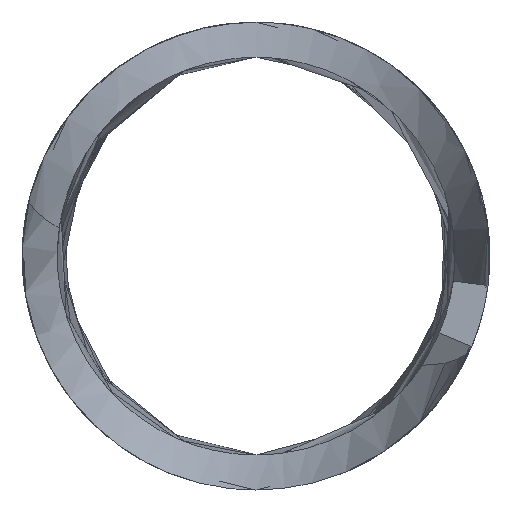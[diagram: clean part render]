
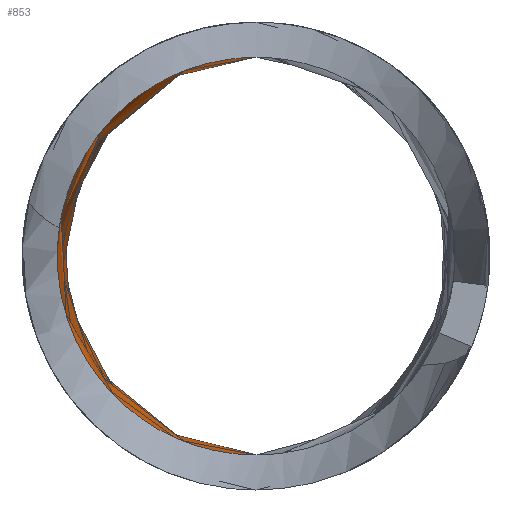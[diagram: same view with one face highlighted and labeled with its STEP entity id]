
A CAD part, left-side view. The second image highlights one B-rep face of the part: STEP entity #853.
In plain terms, the highlighted free-form (B-spline) face has degree [5, 4] with [6, 5] control points.
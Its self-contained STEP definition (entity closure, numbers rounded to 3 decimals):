
#140=CARTESIAN_POINT('Vertex',(-1639.,-285.604,148.875)) ;
#180=CARTESIAN_POINT('Axis2P3D Location',(-1639.,-285.604,140.375)) ;
#184=CARTESIAN_POINT('Vertex',(-1639.,-277.765,143.661)) ;
#261=CARTESIAN_POINT('Control Point',(-1647.664,-285.604,131.875)) ;
#262=CARTESIAN_POINT('Control Point',(-1647.849,-285.172,131.875)) ;
#263=CARTESIAN_POINT('Control Point',(-1648.011,-284.727,131.903)) ;
#264=CARTESIAN_POINT('Control Point',(-1648.146,-284.272,131.961)) ;
#265=CARTESIAN_POINT('Control Point',(-1648.34,-283.405,132.134)) ;
#266=CARTESIAN_POINT('Control Point',(-1648.408,-282.541,132.428)) ;
#267=CARTESIAN_POINT('Control Point',(-1648.41,-282.141,132.594)) ;
#268=CARTESIAN_POINT('Control Point',(-1648.353,-281.366,132.976)) ;
#269=CARTESIAN_POINT('Control Point',(-1648.177,-280.653,133.447)) ;
#270=CARTESIAN_POINT('Control Point',(-1648.062,-280.317,133.7)) ;
#271=CARTESIAN_POINT('Control Point',(-1647.77,-279.659,134.263)) ;
#272=CARTESIAN_POINT('Control Point',(-1647.381,-279.099,134.879)) ;
#273=CARTESIAN_POINT('Control Point',(-1647.156,-278.833,135.211)) ;
#274=CARTESIAN_POINT('Control Point',(-1646.465,-278.156,136.173)) ;
#275=CARTESIAN_POINT('Control Point',(-1645.649,-277.684,137.172)) ;
#276=CARTESIAN_POINT('Control Point',(-1645.085,-277.456,137.821)) ;
#277=CARTESIAN_POINT('Control Point',(-1644.01,-277.165,138.997)) ;
#278=CARTESIAN_POINT('Control Point',(-1642.875,-277.084,140.145)) ;
#279=CARTESIAN_POINT('Control Point',(-1642.352,-277.087,140.657)) ;
#280=CARTESIAN_POINT('Control Point',(-1641.373,-277.16,141.587)) ;
#281=CARTESIAN_POINT('Control Point',(-1640.379,-277.353,142.481)) ;
#282=CARTESIAN_POINT('Control Point',(-1639.919,-277.467,142.884)) ;
#283=CARTESIAN_POINT('Control Point',(-1639.46,-277.604,143.278)) ;
#284=CARTESIAN_POINT('Control Point',(-1639.,-277.765,143.661)) ;
#285=CARTESIAN_POINT('Vertex',(-1647.664,-285.604,131.875)) ;
#381=CARTESIAN_POINT('Vertex',(-1970.701,-277.188,141.554)) ;
#387=CARTESIAN_POINT('Control Point',(-1970.701,-277.188,141.554)) ;
#388=CARTESIAN_POINT('Control Point',(-1970.638,-277.271,142.139)) ;
#389=CARTESIAN_POINT('Control Point',(-1970.492,-277.403,142.706)) ;
#390=CARTESIAN_POINT('Control Point',(-1970.276,-277.577,143.235)) ;
#391=CARTESIAN_POINT('Control Point',(-1969.786,-277.978,144.202)) ;
#392=CARTESIAN_POINT('Control Point',(-1969.204,-278.489,145.052)) ;
#393=CARTESIAN_POINT('Control Point',(-1968.91,-278.764,145.443)) ;
#394=CARTESIAN_POINT('Control Point',(-1968.284,-279.39,146.217)) ;
#395=CARTESIAN_POINT('Control Point',(-1967.664,-280.123,146.892)) ;
#396=CARTESIAN_POINT('Control Point',(-1967.348,-280.536,147.219)) ;
#397=CARTESIAN_POINT('Control Point',(-1966.583,-281.657,147.971)) ;
#398=CARTESIAN_POINT('Control Point',(-1965.946,-282.961,148.511)) ;
#399=CARTESIAN_POINT('Control Point',(-1965.63,-283.815,148.746)) ;
#400=CARTESIAN_POINT('Control Point',(-1965.416,-284.71,148.864)) ;
#401=CARTESIAN_POINT('Control Point',(-1965.311,-285.604,148.864)) ;
#402=CARTESIAN_POINT('Vertex',(-1965.311,-285.604,148.864)) ;
#760=CARTESIAN_POINT('Vertex',(-1968.464,-285.604,131.864)) ;
#770=CARTESIAN_POINT('Control Point',(-1639.,-285.604,148.875)) ;
#771=CARTESIAN_POINT('Control Point',(-1704.263,-285.604,148.873)) ;
#772=CARTESIAN_POINT('Control Point',(-1769.525,-285.604,148.871)) ;
#773=CARTESIAN_POINT('Control Point',(-1834.785,-285.604,148.869)) ;
#774=CARTESIAN_POINT('Control Point',(-1900.049,-285.604,148.866)) ;
#775=CARTESIAN_POINT('Control Point',(-1965.311,-285.604,148.864)) ;
#778=CARTESIAN_POINT('Control Point',(-1647.664,-285.604,131.875)) ;
#779=CARTESIAN_POINT('Control Point',(-1711.824,-285.604,131.873)) ;
#780=CARTESIAN_POINT('Control Point',(-1775.984,-285.604,131.871)) ;
#781=CARTESIAN_POINT('Control Point',(-1840.142,-285.604,131.868)) ;
#782=CARTESIAN_POINT('Control Point',(-1904.304,-285.604,131.866)) ;
#783=CARTESIAN_POINT('Control Point',(-1968.464,-285.604,131.864)) ;
#798=CARTESIAN_POINT('Control Point',(-1639.,-285.604,131.875)) ;
#799=CARTESIAN_POINT('Control Point',(-1639.,-277.104,131.875)) ;
#800=CARTESIAN_POINT('Control Point',(-1639.,-272.854,140.375)) ;
#801=CARTESIAN_POINT('Control Point',(-1639.,-277.104,148.875)) ;
#802=CARTESIAN_POINT('Control Point',(-1639.,-285.604,148.875)) ;
#803=CARTESIAN_POINT('Control Point',(-1706.4,-285.604,131.873)) ;
#804=CARTESIAN_POINT('Control Point',(-1706.4,-277.104,131.873)) ;
#805=CARTESIAN_POINT('Control Point',(-1706.4,-272.854,140.373)) ;
#806=CARTESIAN_POINT('Control Point',(-1706.4,-277.104,148.873)) ;
#807=CARTESIAN_POINT('Control Point',(-1706.4,-285.604,148.873)) ;
#808=CARTESIAN_POINT('Control Point',(-1773.8,-285.604,131.871)) ;
#809=CARTESIAN_POINT('Control Point',(-1773.8,-277.104,131.871)) ;
#810=CARTESIAN_POINT('Control Point',(-1773.8,-272.854,140.371)) ;
#811=CARTESIAN_POINT('Control Point',(-1773.8,-277.104,148.871)) ;
#812=CARTESIAN_POINT('Control Point',(-1773.8,-285.604,148.871)) ;
#813=CARTESIAN_POINT('Control Point',(-1841.197,-285.604,131.868)) ;
#814=CARTESIAN_POINT('Control Point',(-1841.197,-277.104,131.868)) ;
#815=CARTESIAN_POINT('Control Point',(-1841.198,-272.854,140.368)) ;
#816=CARTESIAN_POINT('Control Point',(-1841.198,-277.104,148.868)) ;
#817=CARTESIAN_POINT('Control Point',(-1841.198,-285.604,148.868)) ;
#818=CARTESIAN_POINT('Control Point',(-1908.6,-285.604,131.866)) ;
#819=CARTESIAN_POINT('Control Point',(-1908.6,-277.104,131.866)) ;
#820=CARTESIAN_POINT('Control Point',(-1908.6,-272.854,140.366)) ;
#821=CARTESIAN_POINT('Control Point',(-1908.6,-277.104,148.866)) ;
#822=CARTESIAN_POINT('Control Point',(-1908.6,-285.604,148.866)) ;
#823=CARTESIAN_POINT('Control Point',(-1976.,-285.604,131.864)) ;
#824=CARTESIAN_POINT('Control Point',(-1976.,-277.104,131.864)) ;
#825=CARTESIAN_POINT('Control Point',(-1976.,-272.854,140.364)) ;
#826=CARTESIAN_POINT('Control Point',(-1976.,-277.104,148.864)) ;
#827=CARTESIAN_POINT('Control Point',(-1976.,-285.604,148.864)) ;
#829=CARTESIAN_POINT('Control Point',(-1970.701,-277.188,141.554)) ;
#830=CARTESIAN_POINT('Control Point',(-1970.625,-277.078,140.774)) ;
#831=CARTESIAN_POINT('Control Point',(-1970.438,-277.059,139.99)) ;
#832=CARTESIAN_POINT('Control Point',(-1970.196,-277.13,139.23)) ;
#833=CARTESIAN_POINT('Control Point',(-1969.749,-277.387,137.961)) ;
#834=CARTESIAN_POINT('Control Point',(-1969.297,-277.875,136.766)) ;
#835=CARTESIAN_POINT('Control Point',(-1969.116,-278.118,136.285)) ;
#836=CARTESIAN_POINT('Control Point',(-1968.751,-278.719,135.296)) ;
#837=CARTESIAN_POINT('Control Point',(-1968.456,-279.49,134.41)) ;
#838=CARTESIAN_POINT('Control Point',(-1968.326,-279.946,133.974)) ;
#839=CARTESIAN_POINT('Control Point',(-1968.067,-281.24,132.951)) ;
#840=CARTESIAN_POINT('Control Point',(-1968.034,-282.744,132.264)) ;
#841=CARTESIAN_POINT('Control Point',(-1968.108,-283.712,131.991)) ;
#842=CARTESIAN_POINT('Control Point',(-1968.258,-284.673,131.864)) ;
#843=CARTESIAN_POINT('Control Point',(-1968.464,-285.604,131.864)) ;
#181=DIRECTION('Axis2P3D Direction',(1.,0.,0.)) ;
#182=AXIS2_PLACEMENT_3D('Circle Axis2P3D',#180,#181,$) ;
#846=ORIENTED_EDGE('',*,*,#844,.T.) ;
#847=ORIENTED_EDGE('',*,*,#784,.F.) ;
#848=ORIENTED_EDGE('',*,*,#287,.T.) ;
#849=ORIENTED_EDGE('',*,*,#186,.T.) ;
#850=ORIENTED_EDGE('',*,*,#776,.T.) ;
#851=ORIENTED_EDGE('',*,*,#404,.F.) ;
#853=ADVANCED_FACE('Corps principal',(#852),#797,.F.) ;
#260=B_SPLINE_CURVE_WITH_KNOTS('',5,(#261,#262,#263,#264,#265,#266,#267,#268,#269,#270,#271,#272,#273,#274,#275,#276,#277,#278,#279,#280,#281,#282,#283,#284),.UNSPECIFIED.,.F.,.U.,(6,3,3,3,3,3,3,6),(0.,3.488,6.588,9.658,13.012,19.18,24.277,28.618),.UNSPECIFIED.) ;
#386=B_SPLINE_CURVE_WITH_KNOTS('',5,(#387,#388,#389,#390,#391,#392,#393,#394,#395,#396,#397,#398,#399,#400,#401),.UNSPECIFIED.,.F.,.U.,(6,3,3,3,6),(0.787,4.882,8.807,13.113,19.697),.UNSPECIFIED.) ;
#828=B_SPLINE_CURVE_WITH_KNOTS('',5,(#829,#830,#831,#832,#833,#834,#835,#836,#837,#838,#839,#840,#841,#842,#843),.UNSPECIFIED.,.F.,.U.,(6,3,3,3,6),(0.852,6.292,10.149,14.539,21.588),.UNSPECIFIED.) ;
#183=CIRCLE('generated circle',#182,8.5) ;
#186=EDGE_CURVE('',#185,#141,#183,.T.) ;
#287=EDGE_CURVE('',#286,#185,#260,.T.) ;
#404=EDGE_CURVE('',#382,#403,#386,.T.) ;
#776=EDGE_CURVE('',#141,#403,#769,.T.) ;
#784=EDGE_CURVE('',#286,#761,#777,.T.) ;
#844=EDGE_CURVE('',#382,#761,#828,.T.) ;
#845=EDGE_LOOP('',(#846,#847,#848,#849,#850,#851)) ;
#852=FACE_OUTER_BOUND('',#845,.T.) ;
#141=VERTEX_POINT('',#140) ;
#185=VERTEX_POINT('',#184) ;
#286=VERTEX_POINT('',#285) ;
#382=VERTEX_POINT('',#381) ;
#403=VERTEX_POINT('',#402) ;
#761=VERTEX_POINT('',#760) ;
#769=(BOUNDED_CURVE()B_SPLINE_CURVE(5,(#770,#771,#772,#773,#774,#775),.UNSPECIFIED.,.F.,.U.)B_SPLINE_CURVE_WITH_KNOTS((6,6),(0.,326.311),.UNSPECIFIED.)CURVE()GEOMETRIC_REPRESENTATION_ITEM()RATIONAL_B_SPLINE_CURVE((1.,1.,1.,1.,1.,1.))REPRESENTATION_ITEM('')) ;
#777=(BOUNDED_CURVE()B_SPLINE_CURVE(5,(#778,#779,#780,#781,#782,#783),.UNSPECIFIED.,.F.,.U.)B_SPLINE_CURVE_WITH_KNOTS((6,6),(8.664,329.464),.UNSPECIFIED.)CURVE()GEOMETRIC_REPRESENTATION_ITEM()RATIONAL_B_SPLINE_CURVE((1.,1.,1.,1.,1.,1.))REPRESENTATION_ITEM('')) ;
#797=(BOUNDED_SURFACE()B_SPLINE_SURFACE(5,4,((#798,#799,#800,#801,#802),(#803,#804,#805,#806,#807),(#808,#809,#810,#811,#812),(#813,#814,#815,#816,#817),(#818,#819,#820,#821,#822),(#823,#824,#825,#826,#827)),.UNSPECIFIED.,.F.,.F.,.U.)B_SPLINE_SURFACE_WITH_KNOTS((6,6),(5,5),(0.,337.),(26.704,53.407),.UNSPECIFIED.)GEOMETRIC_REPRESENTATION_ITEM()RATIONAL_B_SPLINE_SURFACE(((1.,0.707,0.667,0.707,1.),(1.,0.707,0.667,0.707,1.),(1.,0.707,0.667,0.707,1.),(1.,0.707,0.667,0.707,1.),(1.,0.707,0.667,0.707,1.),(1.,0.707,0.667,0.707,1.)))REPRESENTATION_ITEM('Rational BSpline Surface')SURFACE()) ;
